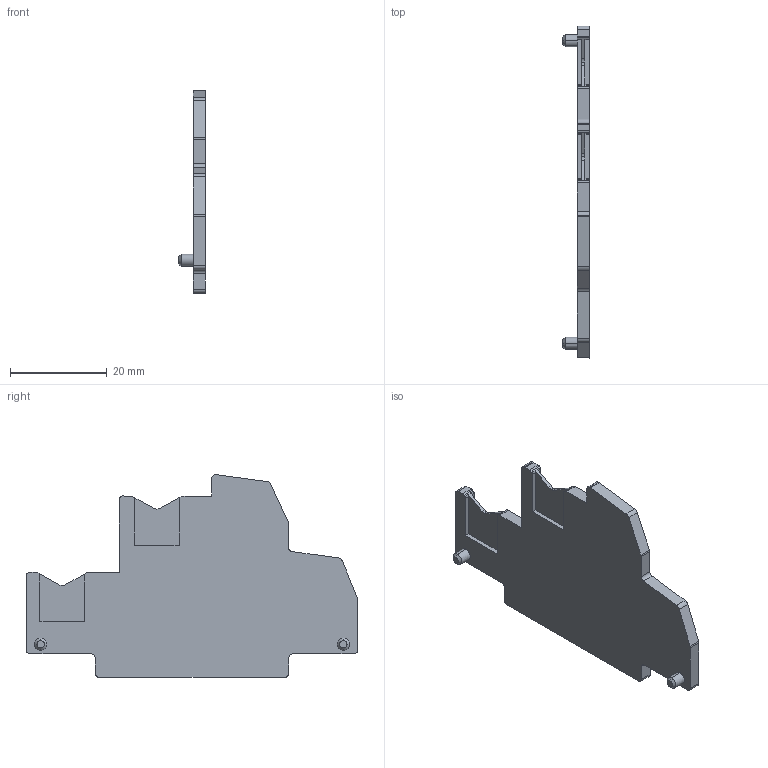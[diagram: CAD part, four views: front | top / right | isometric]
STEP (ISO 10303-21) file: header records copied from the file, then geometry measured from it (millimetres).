
FILE_DESCRIPTION(('CATIA V5 STEP Exchange','CAx-IF Rec.Pracs.--- Model Styling and Organization---1.5--- 2016-08-15','CAx-IF Rec.Pracs.---Supplemental Geometry---1.0---2011-11-01','CAx-IF Rec.Pracs.--- Composite Materials ---1.1---2010-07-15'),'2;1');
FILE_NAME ('D1454688_0', '2025-09-22T05:36:02+00:00', ('none'), ('Weidmueller'), 'CATIA Version 5-6 Release 2024 SP4', 'CATIA V5 STEP AP214 v3', 'none');
FILE_SCHEMA(('AUTOMOTIVE_DESIGN { 1 0 10303 214 1 1 1 1 }'));
Length unit declared in the file: millimetre
Products named in the file (1): v5-standard_part
Bounding box: 5.5 x 68.5 x 41.82 mm (x, y, z)
Volume: 4591.9 mm3; surface area: 4513.9 mm2
Topology: 1 solids, 1 shells, 82 faces, 230 edges, 152 vertices
Faces by surface type: plane 43, cylinder 35, cone 4
Entity records: 2488 total; most frequent: ORIENTED_EDGE 460, CARTESIAN_POINT 442, DIRECTION 348, EDGE_CURVE 230, VECTOR 156, LINE 156, VERTEX_POINT 152, AXIS2_PLACEMENT_3D 134
